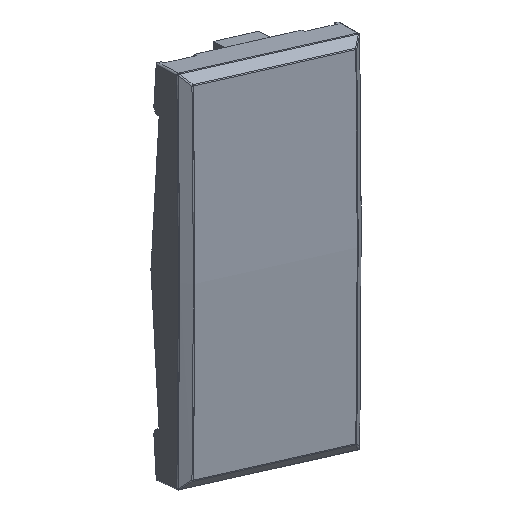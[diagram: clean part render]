
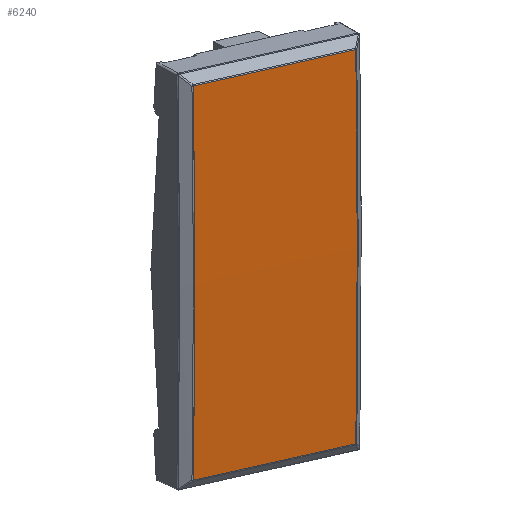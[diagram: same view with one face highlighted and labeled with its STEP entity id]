
A CAD part, top view. The second image highlights one B-rep face of the part: STEP entity #6240.
In plain terms, the highlighted cylindrical face has radius 835.198 mm (diameter 1670.4 mm), a partial arc.
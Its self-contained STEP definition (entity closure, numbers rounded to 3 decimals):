
#5887=CARTESIAN_POINT('Vertex',(21.036,9.754,9.01)) ;
#5890=CARTESIAN_POINT('Line Origine',(21.036,0.,9.01)) ;
#5894=CARTESIAN_POINT('Vertex',(21.036,-9.754,9.01)) ;
#6057=CARTESIAN_POINT('Vertex',(-21.036,9.754,9.01)) ;
#6061=CARTESIAN_POINT('Control Point',(21.036,9.754,9.01)) ;
#6062=CARTESIAN_POINT('Control Point',(12.623,9.751,9.222)) ;
#6063=CARTESIAN_POINT('Control Point',(4.208,9.749,9.328)) ;
#6064=CARTESIAN_POINT('Control Point',(-4.208,9.749,9.328)) ;
#6065=CARTESIAN_POINT('Control Point',(-12.623,9.751,9.222)) ;
#6066=CARTESIAN_POINT('Control Point',(-21.036,9.754,9.01)) ;
#6080=CARTESIAN_POINT('Line Origine',(-21.036,0.,9.01)) ;
#6084=CARTESIAN_POINT('Vertex',(-21.036,-9.754,9.01)) ;
#6192=CARTESIAN_POINT('Control Point',(21.036,-9.754,9.01)) ;
#6193=CARTESIAN_POINT('Control Point',(12.623,-9.751,9.222)) ;
#6194=CARTESIAN_POINT('Control Point',(4.208,-9.749,9.328)) ;
#6195=CARTESIAN_POINT('Control Point',(-4.208,-9.749,9.328)) ;
#6196=CARTESIAN_POINT('Control Point',(-12.623,-9.751,9.222)) ;
#6197=CARTESIAN_POINT('Control Point',(-21.036,-9.754,9.01)) ;
#6229=CARTESIAN_POINT('Axis2P3D Location',(0.,0.,-825.923)) ;
#5891=DIRECTION('Vector Direction',(0.,1.,0.)) ;
#6081=DIRECTION('Vector Direction',(0.,-1.,0.)) ;
#6230=DIRECTION('Axis2P3D Direction',(0.,1.,-0.)) ;
#6231=DIRECTION('Axis2P3D XDirection',(-0.027,0.,1.)) ;
#6232=AXIS2_PLACEMENT_3D('Cylinder Axis2P3D',#6229,#6230,#6231) ;
#6235=ORIENTED_EDGE('',*,*,#6067,.F.) ;
#6236=ORIENTED_EDGE('',*,*,#6086,.T.) ;
#6237=ORIENTED_EDGE('',*,*,#6198,.F.) ;
#6238=ORIENTED_EDGE('',*,*,#5896,.F.) ;
#5892=VECTOR('Line Direction',#5891,1.) ;
#6082=VECTOR('Line Direction',#6081,1.) ;
#6240=ADVANCED_FACE('PartBody',(#6239),#6233,.T.) ;
#6060=B_SPLINE_CURVE_WITH_KNOTS('',5,(#6061,#6062,#6063,#6064,#6065,#6066),.UNSPECIFIED.,.F.,.U.,(6,6),(17.407,90.252),.UNSPECIFIED.) ;
#6191=B_SPLINE_CURVE_WITH_KNOTS('',5,(#6192,#6193,#6194,#6195,#6196,#6197),.UNSPECIFIED.,.F.,.U.,(6,6),(17.407,90.252),.UNSPECIFIED.) ;
#6233=CYLINDRICAL_SURFACE('generated cylinder',#6232,835.198) ;
#5896=EDGE_CURVE('',#5888,#5895,#5893,.F.) ;
#6067=EDGE_CURVE('',#6058,#5888,#6060,.F.) ;
#6086=EDGE_CURVE('',#6058,#6085,#6083,.T.) ;
#6198=EDGE_CURVE('',#5895,#6085,#6191,.T.) ;
#6234=EDGE_LOOP('',(#6235,#6236,#6237,#6238)) ;
#6239=FACE_OUTER_BOUND('',#6234,.T.) ;
#5893=LINE('Line',#5890,#5892) ;
#6083=LINE('Line',#6080,#6082) ;
#5888=VERTEX_POINT('',#5887) ;
#5895=VERTEX_POINT('',#5894) ;
#6058=VERTEX_POINT('',#6057) ;
#6085=VERTEX_POINT('',#6084) ;
